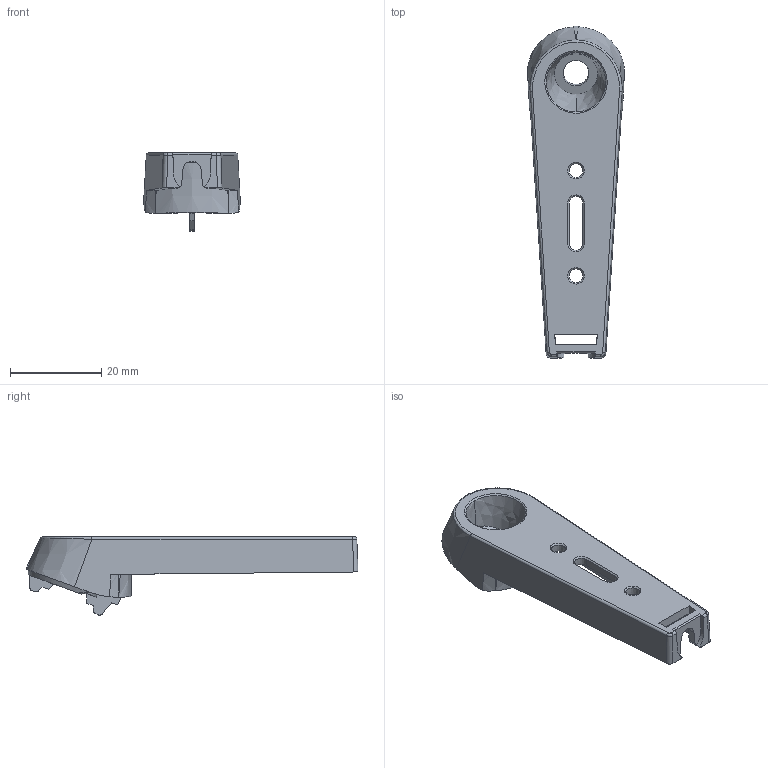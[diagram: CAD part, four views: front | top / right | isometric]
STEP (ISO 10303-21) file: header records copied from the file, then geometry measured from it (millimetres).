
FILE_DESCRIPTION(/* description */ (''),/* implementation_level */ '2;1');
FILE_NAME(/* name */ 'Arm.step',/* time_stamp */ '2022-12-15T16:35:34Z',/* author */ (''),/* organization */ (''),/* preprocessor_version */ 'ST-DEVELOPER v19.2',/* originating_system */ 'Autodesk Translation Framework v11.17.0.187',/* authorisation */ '');
FILE_SCHEMA (('AUTOMOTIVE_DESIGN { 1 0 10303 214 3 1 1 }'));
Length unit declared in the file: millimetre
Products named in the file (1): mv2-xx-002-0010
Bounding box: 21.17 x 72.64 x 17.1 mm (x, y, z)
Volume: 4778.5 mm3; surface area: 5794.6 mm2
Topology: 1 solids, 1 shells, 136 faces, 377 edges, 246 vertices
Faces by surface type: plane 63, bspline 40, cylinder 18, cone 15
Entity records: 7133 total; most frequent: CARTESIAN_POINT 3664, ORIENTED_EDGE 754, DIRECTION 585, EDGE_CURVE 377, VERTEX_POINT 246, AXIS2_PLACEMENT_3D 200, LINE 185, VECTOR 185
